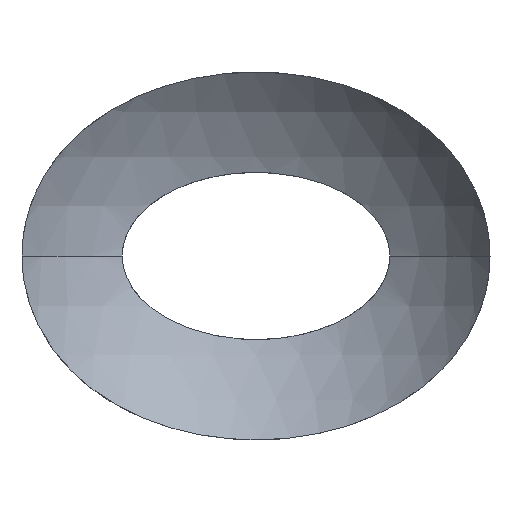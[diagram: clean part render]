
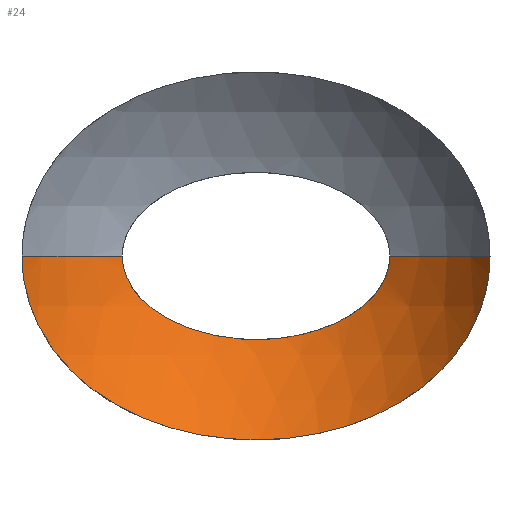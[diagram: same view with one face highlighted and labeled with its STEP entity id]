
A CAD part, front view. The second image highlights one B-rep face of the part: STEP entity #24.
In plain terms, the highlighted spherical face has radius 8 mm.
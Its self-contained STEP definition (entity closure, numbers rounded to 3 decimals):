
#24 = ADVANCED_FACE ( 'NONE', ( #1105 ), #1163, .F. ) ;
#30 = CARTESIAN_POINT ( 'NONE',  ( 1.72, 3.614, -2.274 ) ) ;
#35 = AXIS2_PLACEMENT_3D ( 'NONE', #1919, #3339, #3629 ) ;
#54 = CARTESIAN_POINT ( 'NONE',  ( -6.769, 0.141, -1.452 ) ) ;
#199 = CARTESIAN_POINT ( 'NONE',  ( 0., -3.873, 0. ) ) ;
#223 = CARTESIAN_POINT ( 'NONE',  ( -2.088, 1.786, -5.272 ) ) ;
#322 = CARTESIAN_POINT ( 'NONE',  ( -2.134, 3.548, -2.137 ) ) ;
#341 = CARTESIAN_POINT ( 'NONE',  ( 2.899, 3.388, -1.75 ) ) ;
#413 = ORIENTED_EDGE ( 'NONE', *, *, #3115, .F. ) ;
#422 = VERTEX_POINT ( 'NONE', #522 ) ;
#431 = VERTEX_POINT ( 'NONE', #1413 ) ;
#492 = CARTESIAN_POINT ( 'NONE',  ( -0.843, 1.917, -5.472 ) ) ;
#522 = CARTESIAN_POINT ( 'NONE',  ( 4., 3.055, 0. ) ) ;
#617 = CARTESIAN_POINT ( 'NONE',  ( -3.598, 3.189, -1.096 ) ) ;
#750 = CARTESIAN_POINT ( 'NONE',  ( 6.125, 0.497, -2.726 ) ) ;
#769 = CARTESIAN_POINT ( 'NONE',  ( 0.414, 1.937, -5.5 ) ) ;
#839 = CARTESIAN_POINT ( 'NONE',  ( -2.899, 3.388, -1.75 ) ) ;
#865 = CARTESIAN_POINT ( 'NONE',  ( -5.026, 0.996, -3.899 ) ) ;
#878 = CARTESIAN_POINT ( 'NONE',  ( 3.252, 3.294, -1.501 ) ) ;
#883 = CARTESIAN_POINT ( 'NONE',  ( -6.883, 0.073, -1.048 ) ) ;
#884 = DIRECTION ( 'NONE',  ( 0., 0., -1. ) ) ;
#1028 = CARTESIAN_POINT ( 'NONE',  ( 6.445, 0.328, -2.203 ) ) ;
#1049 = DIRECTION ( 'NONE',  ( 1., 0., 0. ) ) ;
#1051 = CARTESIAN_POINT ( 'NONE',  ( 3.267, 1.553, -4.906 ) ) ;
#1067 = DIRECTION ( 'NONE',  ( 0., 0., 1. ) ) ;
#1087 = CARTESIAN_POINT ( 'NONE',  ( 5.336, 0.867, -3.638 ) ) ;
#1094 = EDGE_LOOP ( 'NONE', ( #413, #3456, #2071, #1729 ) ) ;
#1105 = FACE_OUTER_BOUND ( 'NONE', #1094, .T. ) ;
#1157 = CARTESIAN_POINT ( 'NONE',  ( -3.662, 3.169, -1.011 ) ) ;
#1163 = SPHERICAL_SURFACE ( 'NONE', #2774, 8. ) ;
#1366 = CARTESIAN_POINT ( 'NONE',  ( 2.874, 1.643, -5.049 ) ) ;
#1395 = VERTEX_POINT ( 'NONE', #3347 ) ;
#1404 = CARTESIAN_POINT ( 'NONE',  ( -6.698, 0.184, -1.65 ) ) ;
#1413 = CARTESIAN_POINT ( 'NONE',  ( -4., 3.055, 0. ) ) ;
#1424 = CARTESIAN_POINT ( 'NONE',  ( -2.883, 1.641, -5.046 ) ) ;
#1438 = CARTESIAN_POINT ( 'NONE',  ( -0.437, 3.726, -2.5 ) ) ;
#1443 = CARTESIAN_POINT ( 'NONE',  ( -6.121, 0.499, -2.732 ) ) ;
#1473 = CARTESIAN_POINT ( 'NONE',  ( 0.436, 3.726, -2.5 ) ) ;
#1482 = CIRCLE ( 'NONE', #2242, 8. ) ;
#1495 = CARTESIAN_POINT ( 'NONE',  ( 7., 0., 0. ) ) ;
#1539 = EDGE_CURVE ( 'NONE', #1629, #1395, #2291, .T. ) ;
#1627 = CARTESIAN_POINT ( 'NONE',  ( -1.673, 1.842, -5.358 ) ) ;
#1629 = VERTEX_POINT ( 'NONE', #1495 ) ;
#1642 = CARTESIAN_POINT ( 'NONE',  ( 6.701, 0.182, -1.643 ) ) ;
#1695 = CARTESIAN_POINT ( 'NONE',  ( -5.33, 0.869, -3.643 ) ) ;
#1714 = CARTESIAN_POINT ( 'NONE',  ( -4.365, 1.238, -4.359 ) ) ;
#1727 = CARTESIAN_POINT ( 'NONE',  ( 3.911, 3.086, -0.534 ) ) ;
#1729 = ORIENTED_EDGE ( 'NONE', *, *, #2260, .T. ) ;
#1745 = CARTESIAN_POINT ( 'NONE',  ( 3.988, 3.059, -0.218 ) ) ;
#1889 = CARTESIAN_POINT ( 'NONE',  ( 0.839, 1.917, -5.472 ) ) ;
#1919 = CARTESIAN_POINT ( 'NONE',  ( 0., -3.873, 0. ) ) ;
#1923 = CARTESIAN_POINT ( 'NONE',  ( 6.239, 0.438, -2.556 ) ) ;
#1960 = CARTESIAN_POINT ( 'NONE',  ( 6.771, 0.14, -1.446 ) ) ;
#1993 = CARTESIAN_POINT ( 'NONE',  ( -5.744, 0.682, -3.209 ) ) ;
#2045 = CARTESIAN_POINT ( 'NONE',  ( -4.007, 1.352, -4.563 ) ) ;
#2071 = ORIENTED_EDGE ( 'NONE', *, *, #2169, .T. ) ;
#2097 = CIRCLE ( 'NONE', #35, 8. ) ;
#2169 = EDGE_CURVE ( 'NONE', #1629, #422, #1482, .T. ) ;
#2196 = CARTESIAN_POINT ( 'NONE',  ( 4., 3.055, -0.11 ) ) ;
#2199 = CARTESIAN_POINT ( 'NONE',  ( 6.538, 0.276, -2.021 ) ) ;
#2242 = AXIS2_PLACEMENT_3D ( 'NONE', #199, #1067, #1049 ) ;
#2245 = CARTESIAN_POINT ( 'NONE',  ( -3.828, 3.114, -0.733 ) ) ;
#2260 = EDGE_CURVE ( 'NONE', #422, #431, #2555, .T. ) ;
#2282 = CARTESIAN_POINT ( 'NONE',  ( 3.786, 3.129, -0.833 ) ) ;
#2287 = CARTESIAN_POINT ( 'NONE',  ( -5.875, 0.62, -3.056 ) ) ;
#2291 = B_SPLINE_CURVE_WITH_KNOTS ( 'NONE', 3,
 ( #3328, #3058, #2788, #1960, #1642, #2199, #1028, #1923, #750, #3039, #2475, #1087, #2454, #3597, #3344, #1051, #1366, #2492, #3635, #1889, #769, #3020, #492, #1627, #223, #1424, #3402, #2045, #1714, #865, #1695, #1993, #2287, #1443, #2565, #3144, #3421, #1404, #54, #883, #3382, #3674, #2603, #2873 ),
 .UNSPECIFIED., .F., .F.,
 ( 4, 2, 2, 2, 2, 2, 2, 2, 2, 2, 2, 2, 2, 2, 2, 2, 2, 2, 2, 2, 2, 4 ),
 ( 0., 0.001, 0.002, 0.003, 0.003, 0.004, 0.005, 0.006, 0.008, 0.009, 0.01, 0.011, 0.013, 0.014, 0.015, 0.016, 0.017, 0.018, 0.018, 0.019, 0.02, 0.02 ),
 .UNSPECIFIED. ) ;
#2298 = CARTESIAN_POINT ( 'NONE',  ( 0.871, 3.703, -2.456 ) ) ;
#2454 = CARTESIAN_POINT ( 'NONE',  ( 5.028, 0.996, -3.898 ) ) ;
#2475 = CARTESIAN_POINT ( 'NONE',  ( 5.75, 0.679, -3.202 ) ) ;
#2492 = CARTESIAN_POINT ( 'NONE',  ( 2.077, 1.788, -5.274 ) ) ;
#2524 = CARTESIAN_POINT ( 'NONE',  ( -3.777, 3.131, -0.83 ) ) ;
#2548 = DIRECTION ( 'NONE',  ( 1., 0., 0. ) ) ;
#2555 = B_SPLINE_CURVE_WITH_KNOTS ( 'NONE', 3,
 ( #3616, #2196, #1745, #3157, #1727, #2282, #2868, #878, #341, #3415, #30, #2298, #1473, #1438, #3119, #2598, #322, #839, #3377, #617, #1157, #2524, #2245, #3435, #3139, #3454 ),
 .UNSPECIFIED., .F., .F.,
 ( 4, 2, 2, 2, 2, 2, 2, 2, 2, 2, 2, 2, 4 ),
 ( 0., 0., 0.001, 0.001, 0.003, 0.004, 0.005, 0.006, 0.008, 0.009, 0.009, 0.01, 0.01 ),
 .UNSPECIFIED. ) ;
#2565 = CARTESIAN_POINT ( 'NONE',  ( -6.235, 0.44, -2.561 ) ) ;
#2598 = CARTESIAN_POINT ( 'NONE',  ( -1.722, 3.614, -2.274 ) ) ;
#2603 = CARTESIAN_POINT ( 'NONE',  ( -7., 0., -0.213 ) ) ;
#2774 = AXIS2_PLACEMENT_3D ( 'NONE', #3422, #884, #2548 ) ;
#2788 = CARTESIAN_POINT ( 'NONE',  ( 6.94, 0.039, -0.841 ) ) ;
#2868 = CARTESIAN_POINT ( 'NONE',  ( 3.667, 3.168, -1.016 ) ) ;
#2873 = CARTESIAN_POINT ( 'NONE',  ( -7., 0., 0. ) ) ;
#3020 = CARTESIAN_POINT ( 'NONE',  ( -0.426, 1.936, -5.5 ) ) ;
#3039 = CARTESIAN_POINT ( 'NONE',  ( 5.88, 0.618, -3.049 ) ) ;
#3058 = CARTESIAN_POINT ( 'NONE',  ( 7., 0., -0.427 ) ) ;
#3115 = EDGE_CURVE ( 'NONE', #1395, #431, #2097, .T. ) ;
#3119 = CARTESIAN_POINT ( 'NONE',  ( -0.873, 3.703, -2.456 ) ) ;
#3139 = CARTESIAN_POINT ( 'NONE',  ( -4., 3.055, -0.217 ) ) ;
#3144 = CARTESIAN_POINT ( 'NONE',  ( -6.442, 0.33, -2.21 ) ) ;
#3157 = CARTESIAN_POINT ( 'NONE',  ( 3.944, 3.075, -0.429 ) ) ;
#3328 = CARTESIAN_POINT ( 'NONE',  ( 7., 0., 0. ) ) ;
#3339 = DIRECTION ( 'NONE',  ( 0., 0., -1. ) ) ;
#3344 = CARTESIAN_POINT ( 'NONE',  ( 4.009, 1.352, -4.562 ) ) ;
#3347 = CARTESIAN_POINT ( 'NONE',  ( -7., 0., 0. ) ) ;
#3377 = CARTESIAN_POINT ( 'NONE',  ( -3.255, 3.293, -1.498 ) ) ;
#3382 = CARTESIAN_POINT ( 'NONE',  ( -6.926, 0.047, -0.843 ) ) ;
#3402 = CARTESIAN_POINT ( 'NONE',  ( -3.267, 1.553, -4.905 ) ) ;
#3415 = CARTESIAN_POINT ( 'NONE',  ( 2.133, 3.548, -2.137 ) ) ;
#3421 = CARTESIAN_POINT ( 'NONE',  ( -6.535, 0.278, -2.028 ) ) ;
#3422 = CARTESIAN_POINT ( 'NONE',  ( 0., -3.873, 0. ) ) ;
#3435 = CARTESIAN_POINT ( 'NONE',  ( -3.953, 3.072, -0.435 ) ) ;
#3454 = CARTESIAN_POINT ( 'NONE',  ( -4., 3.055, 0. ) ) ;
#3456 = ORIENTED_EDGE ( 'NONE', *, *, #1539, .F. ) ;
#3597 = CARTESIAN_POINT ( 'NONE',  ( 4.362, 1.239, -4.361 ) ) ;
#3616 = CARTESIAN_POINT ( 'NONE',  ( 4., 3.055, 0. ) ) ;
#3629 = DIRECTION ( 'NONE',  ( -1., 0., 0. ) ) ;
#3635 = CARTESIAN_POINT ( 'NONE',  ( 1.67, 1.843, -5.359 ) ) ;
#3674 = CARTESIAN_POINT ( 'NONE',  ( -6.984, 0.01, -0.426 ) ) ;
